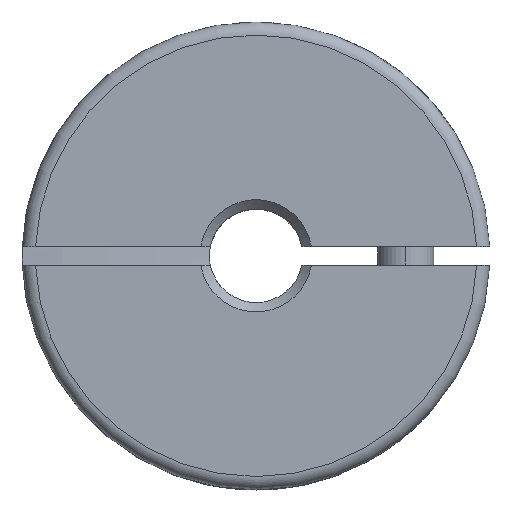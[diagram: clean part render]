
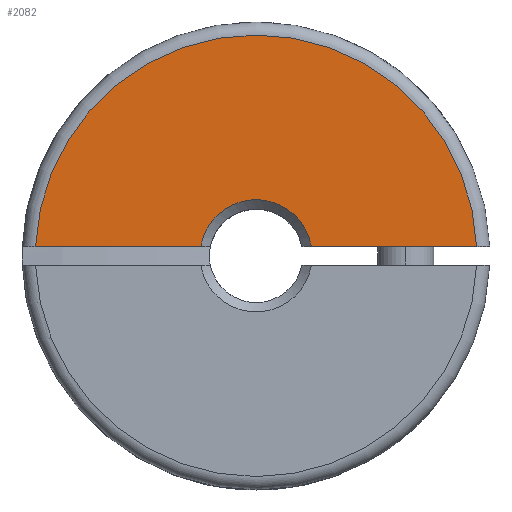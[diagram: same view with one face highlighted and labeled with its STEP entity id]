
A CAD part, top view. The second image highlights one B-rep face of the part: STEP entity #2082.
In plain terms, the highlighted planar face has unit normal (0, 0, 1).
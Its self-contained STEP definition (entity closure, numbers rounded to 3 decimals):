
#131 = VECTOR ( 'NONE', #2806, 1000. ) ;
#479 = DIRECTION ( 'NONE',  ( 1., 0., 0. ) ) ;
#704 = AXIS2_PLACEMENT_3D ( 'NONE', #3858, #1137, #479 ) ;
#1137 = DIRECTION ( 'NONE',  ( 0., 0., 1. ) ) ;
#1294 = VERTEX_POINT ( 'NONE', #2490 ) ;
#1419 = PLANE ( 'NONE',  #1685 ) ;
#1441 = CARTESIAN_POINT ( 'NONE',  ( 0., 0., 10. ) ) ;
#1685 = AXIS2_PLACEMENT_3D ( 'NONE', #1441, #2875, #2245 ) ;
#1768 = VERTEX_POINT ( 'NONE', #4405 ) ;
#2001 = EDGE_CURVE ( 'NONE', #1768, #2459, #3547, .T. ) ;
#2082 = ADVANCED_FACE ( 'NONE', ( #3222 ), #1419, .T. ) ;
#2122 = CARTESIAN_POINT ( 'NONE',  ( -11.789, 0.5, 10. ) ) ;
#2123 = CIRCLE ( 'NONE', #704, 11.8 ) ;
#2149 = CARTESIAN_POINT ( 'NONE',  ( 0., 0.5, 10. ) ) ;
#2245 = DIRECTION ( 'NONE',  ( 1., 0., 0. ) ) ;
#2262 = DIRECTION ( 'NONE',  ( 1., 0., 0. ) ) ;
#2455 = EDGE_CURVE ( 'NONE', #1768, #3285, #2123, .T. ) ;
#2459 = VERTEX_POINT ( 'NONE', #2870 ) ;
#2490 = CARTESIAN_POINT ( 'NONE',  ( -2.958, 0.5, 10. ) ) ;
#2532 = ORIENTED_EDGE ( 'NONE', *, *, #2830, .F. ) ;
#2806 = DIRECTION ( 'NONE',  ( -1., 0., 0. ) ) ;
#2830 = EDGE_CURVE ( 'NONE', #1294, #3285, #3084, .T. ) ;
#2870 = CARTESIAN_POINT ( 'NONE',  ( 2.958, 0.5, 10. ) ) ;
#2875 = DIRECTION ( 'NONE',  ( 0., 0., 1. ) ) ;
#3023 = AXIS2_PLACEMENT_3D ( 'NONE', #3309, #4028, #2262 ) ;
#3084 = LINE ( 'NONE', #3750, #4547 ) ;
#3221 = EDGE_LOOP ( 'NONE', ( #3935, #3616, #2532, #3591 ) ) ;
#3222 = FACE_OUTER_BOUND ( 'NONE', #3221, .T. ) ;
#3285 = VERTEX_POINT ( 'NONE', #2122 ) ;
#3309 = CARTESIAN_POINT ( 'NONE',  ( 0., 0., 10. ) ) ;
#3547 = LINE ( 'NONE', #2149, #131 ) ;
#3591 = ORIENTED_EDGE ( 'NONE', *, *, #4144, .T. ) ;
#3616 = ORIENTED_EDGE ( 'NONE', *, *, #2455, .T. ) ;
#3750 = CARTESIAN_POINT ( 'NONE',  ( 0., 0.5, 10. ) ) ;
#3753 = CIRCLE ( 'NONE', #3023, 3. ) ;
#3796 = DIRECTION ( 'NONE',  ( -1., 0., 0. ) ) ;
#3858 = CARTESIAN_POINT ( 'NONE',  ( 0., 0., 10. ) ) ;
#3935 = ORIENTED_EDGE ( 'NONE', *, *, #2001, .F. ) ;
#4028 = DIRECTION ( 'NONE',  ( 0., 0., -1. ) ) ;
#4144 = EDGE_CURVE ( 'NONE', #1294, #2459, #3753, .T. ) ;
#4405 = CARTESIAN_POINT ( 'NONE',  ( 11.789, 0.5, 10. ) ) ;
#4547 = VECTOR ( 'NONE', #3796, 1000. ) ;
